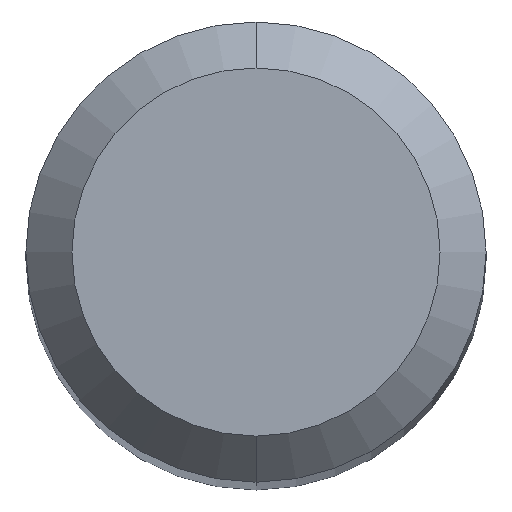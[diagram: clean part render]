
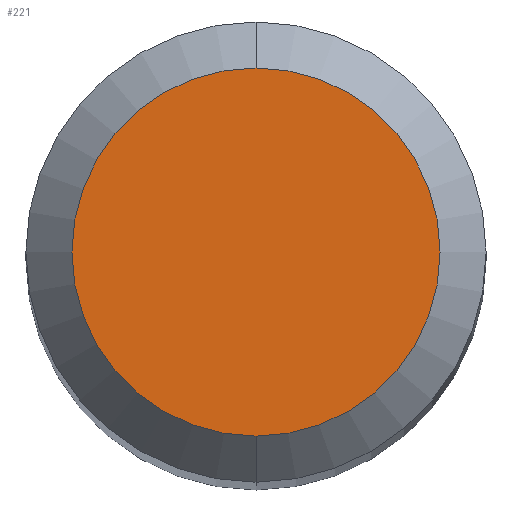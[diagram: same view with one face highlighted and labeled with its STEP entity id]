
A CAD part, top view. The second image highlights one B-rep face of the part: STEP entity #221.
In plain terms, the highlighted planar face has unit normal (0, 0, 1).
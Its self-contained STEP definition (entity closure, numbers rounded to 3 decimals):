
#185=EDGE_CURVE('',#359,#419,#494,.T.);
#221=ADVANCED_FACE('',(#533),#534,.T.);
#359=VERTEX_POINT('',#687);
#367=EDGE_CURVE('',#419,#359,#695,.T.);
#419=VERTEX_POINT('',#752);
#494=CIRCLE('',#852,1.2);
#533=FACE_OUTER_BOUND('',#928,.T.);
#534=PLANE('',#929);
#687=CARTESIAN_POINT('',(0.0,1.2,0.0));
#695=CIRCLE('',#1245,1.2);
#752=CARTESIAN_POINT('',(0.,-1.2,0.0));
#852=AXIS2_PLACEMENT_3D('',#1465,#1466,#1467);
#928=EDGE_LOOP('',(#1501,#1502));
#929=AXIS2_PLACEMENT_3D('',#1503,#1504,#1505);
#1245=AXIS2_PLACEMENT_3D('',#1691,#1692,#1693);
#1465=CARTESIAN_POINT('',(0.0,0.0,0.0));
#1466=DIRECTION('',(0.0,0.0,-1.0));
#1467=DIRECTION('',(0.0,1.0,0.0));
#1501=ORIENTED_EDGE('',*,*,#185,.F.);
#1502=ORIENTED_EDGE('',*,*,#367,.F.);
#1503=CARTESIAN_POINT('',(0.0,0.6,0.0));
#1504=DIRECTION('',(-0.0,0.0,1.0));
#1505=DIRECTION('',(0.0,-1.0,0.0));
#1691=CARTESIAN_POINT('',(0.0,0.0,0.0));
#1692=DIRECTION('',(0.0,0.0,-1.0));
#1693=DIRECTION('',(0.0,1.0,0.0));
